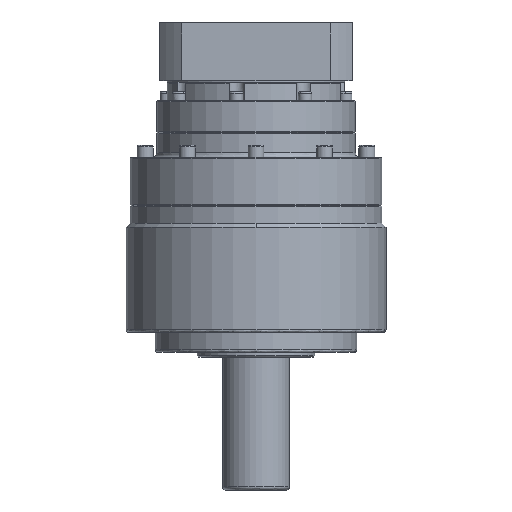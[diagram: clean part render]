
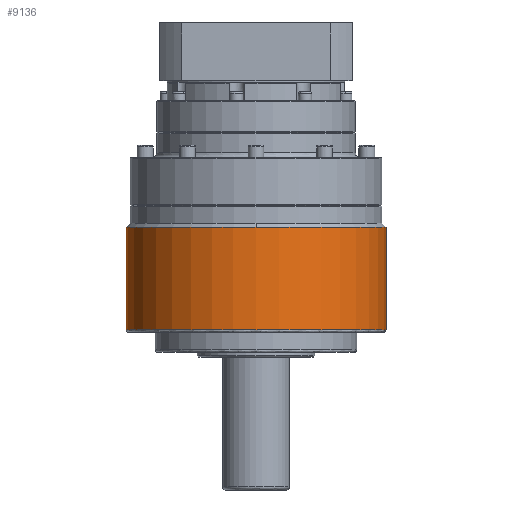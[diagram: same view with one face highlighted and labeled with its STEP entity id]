
A CAD part, front view. The second image highlights one B-rep face of the part: STEP entity #9136.
In plain terms, the highlighted cylindrical face has radius 77.5 mm (diameter 155 mm), a partial arc.
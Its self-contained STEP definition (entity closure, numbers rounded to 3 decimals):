
#1339 = CARTESIAN_POINT ( 'NONE',  ( 0., 0., 13.5 ) ) ;
#1616 = AXIS2_PLACEMENT_3D ( 'NONE', #20056, #6112, #6226 ) ;
#2646 = VECTOR ( 'NONE', #28613, 1000. ) ;
#2967 = EDGE_LOOP ( 'NONE', ( #10912, #25752, #27892, #24911, #24556 ) ) ;
#3125 = FACE_OUTER_BOUND ( 'NONE', #2967, .T. ) ;
#3634 = DIRECTION ( 'NONE',  ( 1., 0., 0. ) ) ;
#3891 = EDGE_CURVE ( 'NONE', #22218, #15497, #25989, .T. ) ;
#4811 = CARTESIAN_POINT ( 'NONE',  ( 0., 0., 74.5 ) ) ;
#5469 = VERTEX_POINT ( 'NONE', #24399 ) ;
#6112 = DIRECTION ( 'NONE',  ( 0., 0., 1. ) ) ;
#6205 = CARTESIAN_POINT ( 'NONE',  ( -77.5, 0., 74.5 ) ) ;
#6226 = DIRECTION ( 'NONE',  ( 1., 0., 0. ) ) ;
#7262 = DIRECTION ( 'NONE',  ( 1., 0., 0. ) ) ;
#9083 = AXIS2_PLACEMENT_3D ( 'NONE', #1339, #17582, #3634 ) ;
#9136 = ADVANCED_FACE ( 'NONE', ( #3125 ), #12912, .T. ) ;
#9490 = DIRECTION ( 'NONE',  ( 1., 0., 0. ) ) ;
#9637 = DIRECTION ( 'NONE',  ( 0., 0., -1. ) ) ;
#9933 = CARTESIAN_POINT ( 'NONE',  ( 0., 0., 74.5 ) ) ;
#10912 = ORIENTED_EDGE ( 'NONE', *, *, #17000, .F. ) ;
#11956 = CIRCLE ( 'NONE', #9083, 77.5 ) ;
#12449 = LINE ( 'NONE', #16084, #23664 ) ;
#12912 = CYLINDRICAL_SURFACE ( 'NONE', #1616, 77.5 ) ;
#13124 = CARTESIAN_POINT ( 'NONE',  ( -77.5, 0., 0. ) ) ;
#14265 = EDGE_CURVE ( 'NONE', #15796, #17910, #11956, .T. ) ;
#14841 = CARTESIAN_POINT ( 'NONE',  ( 77.5, 0., 13.5 ) ) ;
#14904 = CIRCLE ( 'NONE', #29630, 77.5 ) ;
#15497 = VERTEX_POINT ( 'NONE', #6205 ) ;
#15796 = VERTEX_POINT ( 'NONE', #27915 ) ;
#16084 = CARTESIAN_POINT ( 'NONE',  ( 77.5, 0., 0. ) ) ;
#17000 = EDGE_CURVE ( 'NONE', #15796, #15497, #20405, .T. ) ;
#17582 = DIRECTION ( 'NONE',  ( 0., 0., 1. ) ) ;
#17910 = VERTEX_POINT ( 'NONE', #14841 ) ;
#19105 = CARTESIAN_POINT ( 'NONE',  ( 0., -77.5, 74.5 ) ) ;
#19341 = EDGE_CURVE ( 'NONE', #17910, #5469, #12449, .T. ) ;
#20056 = CARTESIAN_POINT ( 'NONE',  ( 0., 0., 0. ) ) ;
#20405 = LINE ( 'NONE', #13124, #2646 ) ;
#20491 = EDGE_CURVE ( 'NONE', #5469, #22218, #14904, .T. ) ;
#21068 = DIRECTION ( 'NONE',  ( 0., 0., -1. ) ) ;
#22218 = VERTEX_POINT ( 'NONE', #19105 ) ;
#22948 = DIRECTION ( 'NONE',  ( 0., 0., 1. ) ) ;
#23664 = VECTOR ( 'NONE', #22948, 1000. ) ;
#24399 = CARTESIAN_POINT ( 'NONE',  ( 77.5, 0., 74.5 ) ) ;
#24556 = ORIENTED_EDGE ( 'NONE', *, *, #3891, .T. ) ;
#24911 = ORIENTED_EDGE ( 'NONE', *, *, #20491, .T. ) ;
#25752 = ORIENTED_EDGE ( 'NONE', *, *, #14265, .T. ) ;
#25989 = CIRCLE ( 'NONE', #29465, 77.5 ) ;
#27892 = ORIENTED_EDGE ( 'NONE', *, *, #19341, .T. ) ;
#27915 = CARTESIAN_POINT ( 'NONE',  ( -77.5, 0., 13.5 ) ) ;
#28613 = DIRECTION ( 'NONE',  ( 0., 0., 1. ) ) ;
#29465 = AXIS2_PLACEMENT_3D ( 'NONE', #9933, #9637, #9490 ) ;
#29630 = AXIS2_PLACEMENT_3D ( 'NONE', #4811, #21068, #7262 ) ;
